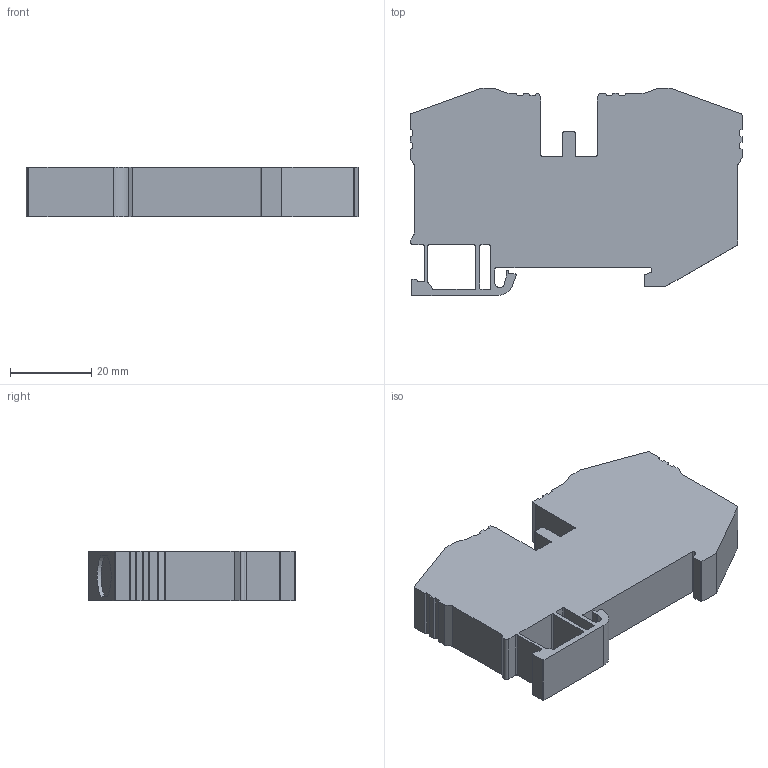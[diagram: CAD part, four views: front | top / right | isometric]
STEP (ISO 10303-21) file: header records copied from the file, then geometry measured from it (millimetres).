
FILE_DESCRIPTION(/* description */ (''),/* implementation_level */ '2;1');
FILE_NAME(/* name */ 's3636_2_top',/* time_stamp */ '2008-03-03T11:49:09+01:00',/* author */ (''),/* organization */ (''),/* preprocessor_version */ 'ST-DEVELOPER v9',/* originating_system */ 'UGS - NX 4.0',/* authorisation */ '');
FILE_SCHEMA (('AUTOMOTIVE_DESIGN { 1 0 10303 214 1 1 1 1 }'));
Length unit declared in the file: millimetre
Products named in the file (1): urba8C6F56eh
Bounding box: 81.5 x 50.8 x 12.1 mm (x, y, z)
Volume: 38131 mm3; surface area: 11195.5 mm2
Topology: 1 solids, 1 shells, 138 faces, 402 edges, 268 vertices
Faces by surface type: plane 93, cylinder 45
Entity records: 4588 total; most frequent: CARTESIAN_POINT 809, ORIENTED_EDGE 804, DIRECTION 770, EDGE_CURVE 402, LINE 312, VECTOR 312, VERTEX_POINT 268, AXIS2_PLACEMENT_3D 229
